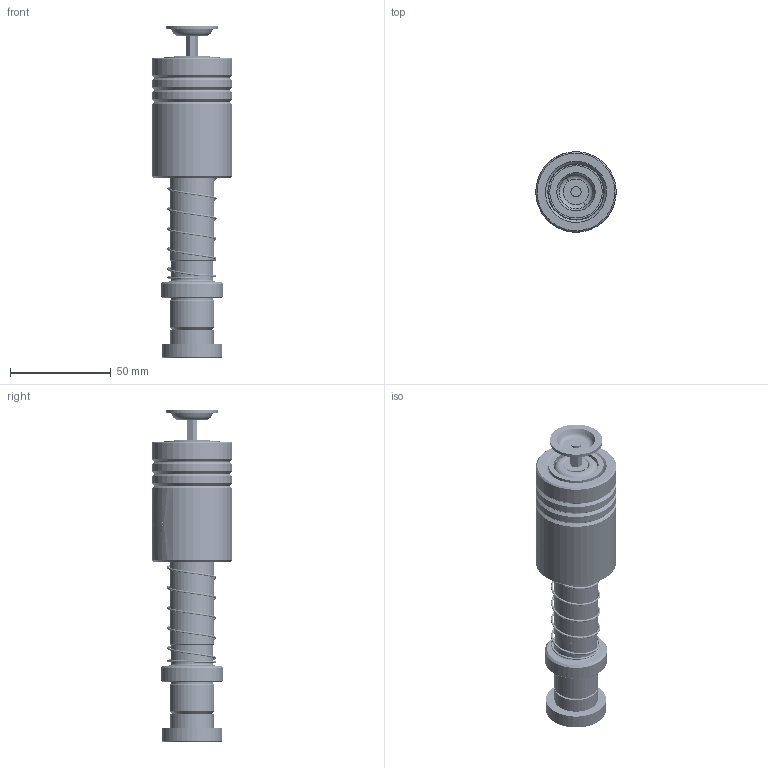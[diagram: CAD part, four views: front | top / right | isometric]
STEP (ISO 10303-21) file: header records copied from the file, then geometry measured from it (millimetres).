
FILE_DESCRIPTION (( 'STEP AP214' ), '1' );
FILE_NAME ('HMSH(HMJH)-D22-L120(BL-60).STEP', '2021-08-17T02:21:03', ( '' ), ( '' ), 'SwSTEP 2.0', 'SolidWorks 2016', '' );
FILE_SCHEMA (( 'AUTOMOTIVE_DESIGN' ));
Length unit declared in the file: millimetre
Products named in the file (309): BALL-D3; DRPM蹟簽D22; GTM-26郪蚾; TBB-D40-d28-L60; GTM-3-縐种; BSH-27.5-22.5-L60; GTM-26; HWP-D24.5-d22.5-L60; HMSH(HMJH)-D22-L120(BL-60); BSH-D27.5-22.5-L60郪蚾; GTM-M10蹟簽; DRPM-D22-L120
Assembly tree (301 placements, depth 3):
  BALL-D3
  BALL-D3
  BALL-D3
  BALL-D3
  BALL-D3
Bounding box: 39.99 x 39.99 x 165 mm (x, y, z)
Volume: 105941.6 mm3; surface area: 57914.4 mm2
Topology: 294 solids, 294 shells, 1362 faces, 5725 edges, 3797 vertices
Faces by surface type: sphere 1144, cylinder 68, plane 51, cone 46, torus 32, bspline 21
Entity records: 59579 total; most frequent: CARTESIAN_POINT 33623, ORIENTED_EDGE 4552, DIRECTION 3957, EDGE_CURVE 2276, AXIS2_PLACEMENT_3D 1879, VERTEX_POINT 1489, EDGE_LOOP 1361, B_SPLINE_CURVE_WITH_KNOTS 1252
